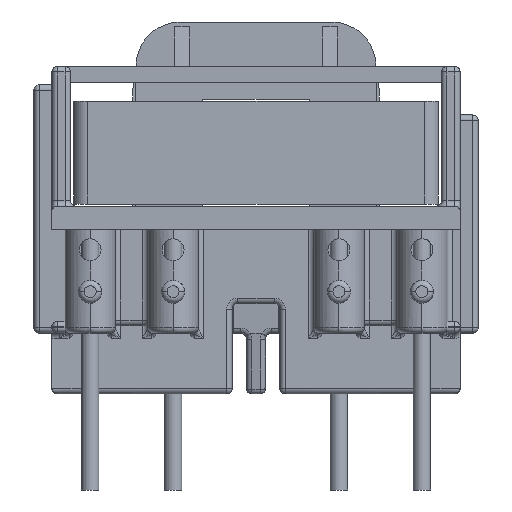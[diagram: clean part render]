
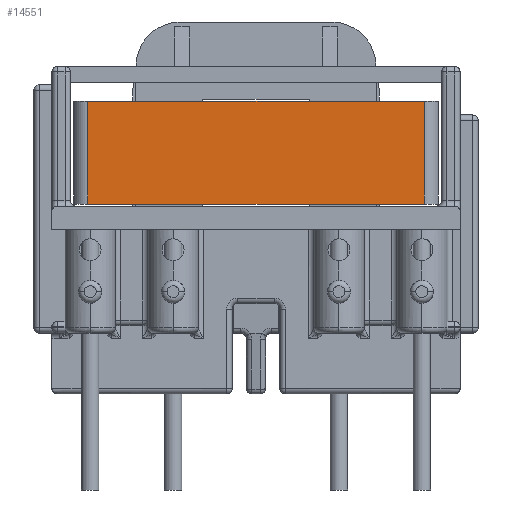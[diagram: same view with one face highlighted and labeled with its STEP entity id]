
A CAD part, left-side view. The second image highlights one B-rep face of the part: STEP entity #14551.
In plain terms, the highlighted planar face has unit normal (-1, 0, 0).
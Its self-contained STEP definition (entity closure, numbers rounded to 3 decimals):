
#388=PLANE('',#15654);
#4077=ORIENTED_EDGE('',*,*,#5592,.T.);
#4078=ORIENTED_EDGE('',*,*,#5584,.T.);
#4079=ORIENTED_EDGE('',*,*,#5603,.F.);
#4080=ORIENTED_EDGE('',*,*,#5582,.T.);
#5582=EDGE_CURVE('',#6515,#6517,#7302,.T.);
#5584=EDGE_CURVE('',#6520,#6518,#7303,.T.);
#5592=EDGE_CURVE('',#6517,#6520,#7308,.T.);
#5603=EDGE_CURVE('',#6515,#6518,#7318,.T.);
#6515=VERTEX_POINT('',#22898);
#6517=VERTEX_POINT('',#22902);
#6518=VERTEX_POINT('',#22906);
#6520=VERTEX_POINT('',#22909);
#7302=LINE('',#22903,#8099);
#7303=LINE('',#22908,#8100);
#7308=LINE('',#22923,#8105);
#7318=LINE('',#22943,#8115);
#8099=VECTOR('',#18570,1000.);
#8100=VECTOR('',#18575,1000.);
#8105=VECTOR('',#18588,1000.);
#8115=VECTOR('',#18602,1000.);
#8774=EDGE_LOOP('',(#4077,#4078,#4079,#4080));
#9419=FACE_BOUND('',#8774,.T.);
#14551=ADVANCED_FACE('',(#9419),#388,.F.);
#15654=AXIS2_PLACEMENT_3D('',#22977,#18636,#18637);
#18570=DIRECTION('',(0.,-1.,0.));
#18575=DIRECTION('',(0.,1.,0.));
#18588=DIRECTION('',(0.,0.,1.));
#18602=DIRECTION('',(0.,0.,1.));
#18636=DIRECTION('',(1.,0.,0.));
#18637=DIRECTION('',(0.,-1.,0.));
#22898=CARTESIAN_POINT('',(-18.4,13.4,-18.13));
#22902=CARTESIAN_POINT('',(-18.4,8.7,-18.13));
#22903=CARTESIAN_POINT('',(-18.4,13.4,-18.13));
#22906=CARTESIAN_POINT('',(-18.4,13.4,-2.7));
#22908=CARTESIAN_POINT('',(-18.4,13.4,-2.7));
#22909=CARTESIAN_POINT('',(-18.4,8.7,-2.7));
#22923=CARTESIAN_POINT('',(-18.4,8.7,-2.06));
#22943=CARTESIAN_POINT('',(-18.4,13.4,-2.06));
#22977=CARTESIAN_POINT('',(-18.4,13.4,-2.06));
